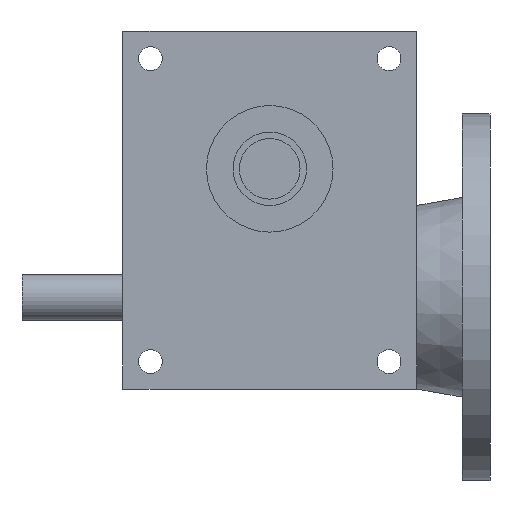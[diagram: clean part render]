
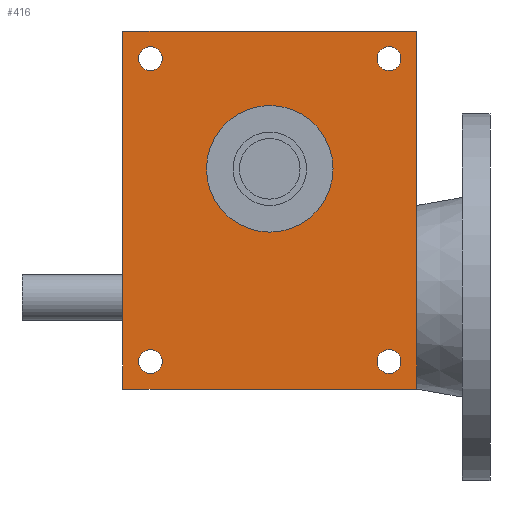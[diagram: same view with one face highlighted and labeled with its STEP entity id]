
A CAD part, front view. The second image highlights one B-rep face of the part: STEP entity #416.
In plain terms, the highlighted planar face has unit normal (0, -1, 0).
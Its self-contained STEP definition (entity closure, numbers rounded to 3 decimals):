
#416 = ADVANCED_FACE( '', ( #899, #900, #901, #902, #903, #904 ), #905, .F. );
#899 = FACE_BOUND( '', #1542, .T. );
#900 = FACE_BOUND( '', #1543, .T. );
#901 = FACE_BOUND( '', #1544, .T. );
#902 = FACE_BOUND( '', #1545, .T. );
#903 = FACE_BOUND( '', #1546, .T. );
#904 = FACE_OUTER_BOUND( '', #1547, .T. );
#905 = PLANE( '', #1548 );
#1542 = EDGE_LOOP( '', ( #2413 ) );
#1543 = EDGE_LOOP( '', ( #2414 ) );
#1544 = EDGE_LOOP( '', ( #2415 ) );
#1545 = EDGE_LOOP( '', ( #2416 ) );
#1546 = EDGE_LOOP( '', ( #2417 ) );
#1547 = EDGE_LOOP( '', ( #2418, #2419, #2420, #2421 ) );
#1548 = AXIS2_PLACEMENT_3D( '', #2422, #2423, #2424 );
#2413 = ORIENTED_EDGE( '', *, *, #3440, .T. );
#2414 = ORIENTED_EDGE( '', *, *, #3443, .T. );
#2415 = ORIENTED_EDGE( '', *, *, #3653, .T. );
#2416 = ORIENTED_EDGE( '', *, *, #3654, .T. );
#2417 = ORIENTED_EDGE( '', *, *, #3655, .T. );
#2418 = ORIENTED_EDGE( '', *, *, #3656, .T. );
#2419 = ORIENTED_EDGE( '', *, *, #3657, .F. );
#2420 = ORIENTED_EDGE( '', *, *, #3627, .F. );
#2421 = ORIENTED_EDGE( '', *, *, #3658, .T. );
#2422 = CARTESIAN_POINT( '', ( -80., -60., 97.5 ) );
#2423 = DIRECTION( '', ( 0., 1., 0. ) );
#2424 = DIRECTION( '', ( 0., 0., 1. ) );
#3440 = EDGE_CURVE( '', #4008, #4008, #4009, .T. );
#3443 = EDGE_CURVE( '', #4013, #4013, #4014, .T. );
#3627 = EDGE_CURVE( '', #4325, #4327, #4328, .T. );
#3653 = EDGE_CURVE( '', #4366, #4366, #4367, .T. );
#3654 = EDGE_CURVE( '', #4368, #4368, #4369, .T. );
#3655 = EDGE_CURVE( '', #4370, #4370, #4371, .T. );
#3656 = EDGE_CURVE( '', #4372, #4373, #4374, .T. );
#3657 = EDGE_CURVE( '', #4327, #4373, #4375, .T. );
#3658 = EDGE_CURVE( '', #4325, #4372, #4376, .T. );
#4008 = VERTEX_POINT( '', #4831 );
#4009 = CIRCLE( '', #4832, 6.5 );
#4013 = VERTEX_POINT( '', #4836 );
#4014 = CIRCLE( '', #4837, 6.5 );
#4325 = VERTEX_POINT( '', #5264 );
#4327 = VERTEX_POINT( '', #5267 );
#4328 = LINE( '', #5268, #5269 );
#4366 = VERTEX_POINT( '', #5321 );
#4367 = CIRCLE( '', #5322, 6.5 );
#4368 = VERTEX_POINT( '', #5323 );
#4369 = CIRCLE( '', #5324, 6.5 );
#4370 = VERTEX_POINT( '', #5325 );
#4371 = CIRCLE( '', #5326, 34.5 );
#4372 = VERTEX_POINT( '', #5327 );
#4373 = VERTEX_POINT( '', #5328 );
#4374 = LINE( '', #5329, #5330 );
#4375 = LINE( '', #5331, #5332 );
#4376 = LINE( '', #5333, #5334 );
#4831 = CARTESIAN_POINT( '', ( 71.5, -60., 82.5 ) );
#4832 = AXIS2_PLACEMENT_3D( '', #5914, #5915, #5916 );
#4836 = CARTESIAN_POINT( '', ( -58.5, -60., 82.5 ) );
#4837 = AXIS2_PLACEMENT_3D( '', #5920, #5921, #5922 );
#5264 = CARTESIAN_POINT( '', ( -80., -60., 97.5 ) );
#5267 = CARTESIAN_POINT( '', ( 80., -60., 97.5 ) );
#5268 = CARTESIAN_POINT( '', ( -80., -60., 97.5 ) );
#5269 = VECTOR( '', #6172, 1000. );
#5321 = CARTESIAN_POINT( '', ( -58.5, -60., -82.5 ) );
#5322 = AXIS2_PLACEMENT_3D( '', #6196, #6197, #6198 );
#5323 = CARTESIAN_POINT( '', ( 71.5, -60., -82.5 ) );
#5324 = AXIS2_PLACEMENT_3D( '', #6199, #6200, #6201 );
#5325 = CARTESIAN_POINT( '', ( 34.5, -60., 22.5 ) );
#5326 = AXIS2_PLACEMENT_3D( '', #6202, #6203, #6204 );
#5327 = CARTESIAN_POINT( '', ( -80., -60., -97.5 ) );
#5328 = CARTESIAN_POINT( '', ( 80., -60., -97.5 ) );
#5329 = CARTESIAN_POINT( '', ( -80., -60., -97.5 ) );
#5330 = VECTOR( '', #6205, 1000. );
#5331 = CARTESIAN_POINT( '', ( 80., -60., 97.5 ) );
#5332 = VECTOR( '', #6206, 1000. );
#5333 = CARTESIAN_POINT( '', ( -80., -60., 97.5 ) );
#5334 = VECTOR( '', #6207, 1000. );
#5914 = CARTESIAN_POINT( '', ( 65., -60., 82.5 ) );
#5915 = DIRECTION( '', ( 0., 1., 0. ) );
#5916 = DIRECTION( '', ( 1., 0., 0. ) );
#5920 = CARTESIAN_POINT( '', ( -65., -60., 82.5 ) );
#5921 = DIRECTION( '', ( 0., 1., 0. ) );
#5922 = DIRECTION( '', ( 1., 0., 0. ) );
#6172 = DIRECTION( '', ( 1., 0., 0. ) );
#6196 = CARTESIAN_POINT( '', ( -65., -60., -82.5 ) );
#6197 = DIRECTION( '', ( 0., 1., 0. ) );
#6198 = DIRECTION( '', ( 1., 0., 0. ) );
#6199 = CARTESIAN_POINT( '', ( 65., -60., -82.5 ) );
#6200 = DIRECTION( '', ( 0., 1., 0. ) );
#6201 = DIRECTION( '', ( 1., 0., 0. ) );
#6202 = CARTESIAN_POINT( '', ( 0., -60., 22.5 ) );
#6203 = DIRECTION( '', ( 0., 1., 0. ) );
#6204 = DIRECTION( '', ( 1., 0., 0. ) );
#6205 = DIRECTION( '', ( 1., 0., 0. ) );
#6206 = DIRECTION( '', ( 0., 0., -1. ) );
#6207 = DIRECTION( '', ( 0., 0., -1. ) );
